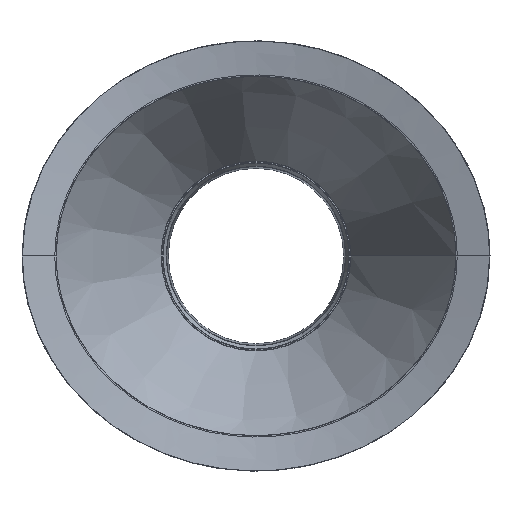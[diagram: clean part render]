
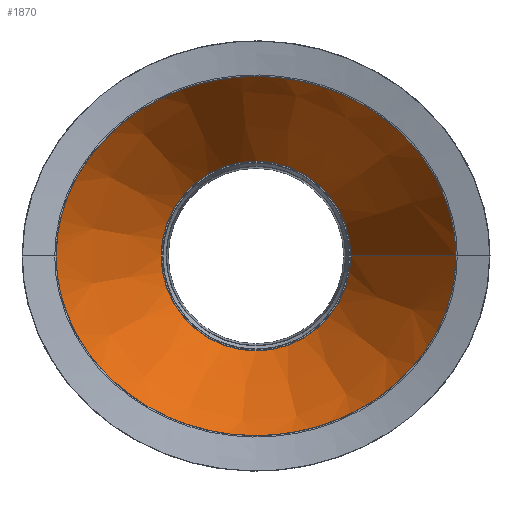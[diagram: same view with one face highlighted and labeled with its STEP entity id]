
A CAD part, front view. The second image highlights one B-rep face of the part: STEP entity #1870.
In plain terms, the highlighted conical face has half-angle 30 degrees and reference radius 39.659 mm.
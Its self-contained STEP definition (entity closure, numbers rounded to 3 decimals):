
#122=CARTESIAN_POINT('',(83.568,234.956,0.0));
#123=VERTEX_POINT('',#122);
#303=CARTESIAN_POINT('',(-83.568,234.956,0.0));
#304=VERTEX_POINT('',#303);
#305=CARTESIAN_POINT('',(-83.568,234.956,0.));
#306=CARTESIAN_POINT('',(-83.568,234.956,-5.921));
#307=CARTESIAN_POINT('',(-82.774,235.248,-11.775));
#308=CARTESIAN_POINT('',(-79.472,236.408,-23.945));
#309=CARTESIAN_POINT('',(-76.777,237.335,-30.086));
#310=CARTESIAN_POINT('',(-68.653,239.882,-43.384));
#311=CARTESIAN_POINT('',(-62.653,241.607,-50.099));
#312=CARTESIAN_POINT('',(-46.994,245.265,-62.774));
#313=CARTESIAN_POINT('',(-36.847,247.111,-68.056));
#314=CARTESIAN_POINT('',(-19.712,248.937,-73.165));
#315=CARTESIAN_POINT('',(-13.291,249.378,-74.345));
#316=CARTESIAN_POINT('',(-1.521,249.705,-75.223));
#317=CARTESIAN_POINT('',(3.768,249.68,-75.158));
#318=CARTESIAN_POINT('',(16.418,249.213,-73.901));
#319=CARTESIAN_POINT('',(23.68,248.604,-72.265));
#320=CARTESIAN_POINT('',(40.237,246.515,-66.314));
#321=CARTESIAN_POINT('',(49.145,244.799,-61.25));
#322=CARTESIAN_POINT('',(64.012,241.25,-48.764));
#323=CARTESIAN_POINT('',(70.11,239.45,-41.569));
#324=CARTESIAN_POINT('',(78.006,236.924,-27.492));
#325=CARTESIAN_POINT('',(80.493,236.054,-21.117));
#326=CARTESIAN_POINT('',(83.032,235.152,-9.692));
#327=CARTESIAN_POINT('',(83.568,234.956,-4.865));
#328=CARTESIAN_POINT('',(83.568,234.956,0.));
#329=B_SPLINE_CURVE_WITH_KNOTS('',3,(#305,#306,#307,#308,#309,#310,#311,#312,#313,#314,#315,#316,#317,#318,#319,#320,#321,#322,#323,#324,#325,#326,#327,#328),.UNSPECIFIED.,.F.,.U.,(4,2,2,2,2,2,2,2,2,2,2,4),(0.0,1.776,3.799,6.513,9.931,11.879,13.455,15.675,18.745,21.583,23.644,25.103),.UNSPECIFIED.);
#330=EDGE_CURVE('',#304,#123,#329,.T.);
#518=CARTESIAN_POINT('',(83.568,234.956,0.001));
#519=VERTEX_POINT('',#518);
#520=CARTESIAN_POINT('',(83.568,234.956,0.001));
#521=CARTESIAN_POINT('',(83.568,234.956,5.922));
#522=CARTESIAN_POINT('',(82.773,235.248,11.776));
#523=CARTESIAN_POINT('',(79.472,236.408,23.947));
#524=CARTESIAN_POINT('',(76.776,237.336,30.088));
#525=CARTESIAN_POINT('',(68.651,239.882,43.386));
#526=CARTESIAN_POINT('',(62.651,241.607,50.101));
#527=CARTESIAN_POINT('',(46.991,245.265,62.776));
#528=CARTESIAN_POINT('',(36.844,247.111,68.057));
#529=CARTESIAN_POINT('',(19.709,248.937,73.165));
#530=CARTESIAN_POINT('',(13.289,249.378,74.345));
#531=CARTESIAN_POINT('',(1.519,249.705,75.223));
#532=CARTESIAN_POINT('',(-3.769,249.68,75.158));
#533=CARTESIAN_POINT('',(-16.421,249.213,73.9));
#534=CARTESIAN_POINT('',(-23.683,248.604,72.264));
#535=CARTESIAN_POINT('',(-40.241,246.515,66.311));
#536=CARTESIAN_POINT('',(-49.149,244.798,61.247));
#537=CARTESIAN_POINT('',(-64.016,241.249,48.761));
#538=CARTESIAN_POINT('',(-70.113,239.45,41.565));
#539=CARTESIAN_POINT('',(-78.008,236.923,27.488));
#540=CARTESIAN_POINT('',(-80.493,236.053,21.115));
#541=CARTESIAN_POINT('',(-83.032,235.152,9.691));
#542=CARTESIAN_POINT('',(-83.568,234.956,4.864));
#543=CARTESIAN_POINT('',(-83.568,234.956,0.));
#544=B_SPLINE_CURVE_WITH_KNOTS('',3,(#520,#521,#522,#523,#524,#525,#526,#527,#528,#529,#530,#531,#532,#533,#534,#535,#536,#537,#538,#539,#540,#541,#542,#543),.UNSPECIFIED.,.F.,.U.,(4,2,2,2,2,2,2,2,2,2,2,4),(0.,1.776,3.799,6.513,9.931,11.879,13.455,15.676,18.745,21.583,23.644,25.103),.UNSPECIFIED.);
#545=EDGE_CURVE('',#519,#304,#544,.T.);
#1815=CARTESIAN_POINT('',(39.659,311.009,0.001));
#1816=VERTEX_POINT('',#1815);
#1817=CARTESIAN_POINT('',(39.659,311.009,0.001));
#1818=DIRECTION('',(0.5,-0.866,0.));
#1819=VECTOR('',#1818,87.819);
#1820=LINE('',#1817,#1819);
#1821=EDGE_CURVE('',#1816,#519,#1820,.T.);
#1845=CARTESIAN_POINT('',(0.0,311.009,0.0));
#1846=DIRECTION('',(0.0,-1.0,0.0));
#1847=DIRECTION('',(1.,0.0,0.));
#1848=AXIS2_PLACEMENT_3D('',#1845,#1846,#1847);
#1849=CONICAL_SURFACE('',#1848,39.659,30.);
#1850=ORIENTED_EDGE('',*,*,#330,.T.);
#1851=CARTESIAN_POINT('',(39.659,311.009,0.0));
#1852=VERTEX_POINT('',#1851);
#1853=CARTESIAN_POINT('',(39.659,311.009,0.0));
#1854=DIRECTION('',(0.5,-0.866,0.0));
#1855=VECTOR('',#1854,87.819);
#1856=LINE('',#1853,#1855);
#1857=EDGE_CURVE('',#1852,#123,#1856,.T.);
#1858=ORIENTED_EDGE('',*,*,#1857,.F.);
#1859=CARTESIAN_POINT('',(0.0,311.009,0.0));
#1860=DIRECTION('',(0.0,1.0,0.0));
#1861=DIRECTION('',(1.0,0.0,0.0));
#1862=AXIS2_PLACEMENT_3D('',#1859,#1860,#1861);
#1863=CIRCLE('',#1862,39.659);
#1864=EDGE_CURVE('',#1852,#1816,#1863,.T.);
#1865=ORIENTED_EDGE('',*,*,#1864,.T.);
#1866=ORIENTED_EDGE('',*,*,#1821,.T.);
#1867=ORIENTED_EDGE('',*,*,#545,.T.);
#1868=EDGE_LOOP('',(#1850,#1858,#1865,#1866,#1867));
#1869=FACE_OUTER_BOUND('',#1868,.T.);
#1870=ADVANCED_FACE('',(#1869),#1849,.F.);
